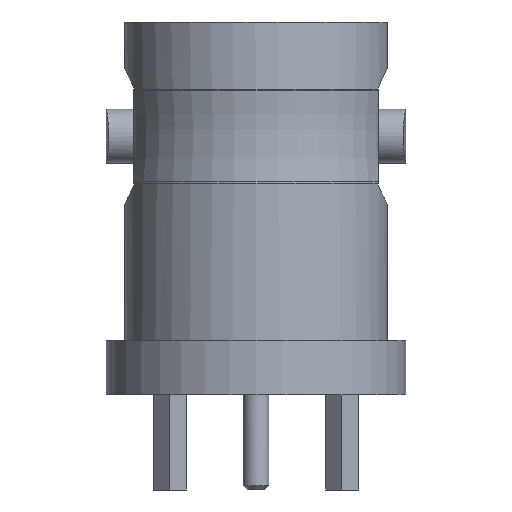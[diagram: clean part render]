
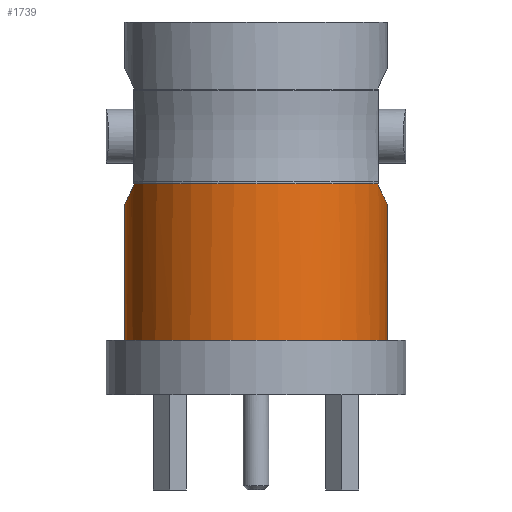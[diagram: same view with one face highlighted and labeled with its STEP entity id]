
A CAD part, front view. The second image highlights one B-rep face of the part: STEP entity #1739.
In plain terms, the highlighted cylindrical face has radius 4.825 mm (diameter 9.65 mm), a full revolution.
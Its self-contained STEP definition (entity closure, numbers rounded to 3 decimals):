
#42=B_SPLINE_CURVE_WITH_KNOTS('',3,(#2481,#2482,#2483,#2484,#2485),
 .UNSPECIFIED.,.F.,.F.,(4,1,4),(0.,0.002,0.004),
 .UNSPECIFIED.);
#43=B_SPLINE_CURVE_WITH_KNOTS('',3,(#2493,#2494,#2495,#2496,#2497),
 .UNSPECIFIED.,.F.,.F.,(4,1,4),(0.,0.002,0.004),
 .UNSPECIFIED.);
#102=LINE('',#2451,#174);
#103=LINE('',#2455,#175);
#104=LINE('',#2491,#176);
#105=LINE('',#2499,#177);
#174=VECTOR('',#2058,1000.);
#175=VECTOR('',#2061,1000.);
#176=VECTOR('',#2074,1000.);
#177=VECTOR('',#2075,1000.);
#219=CYLINDRICAL_SURFACE('',#1838,4.825);
#344=ORIENTED_EDGE('',*,*,#623,.T.);
#345=ORIENTED_EDGE('',*,*,#616,.F.);
#346=ORIENTED_EDGE('',*,*,#624,.T.);
#347=ORIENTED_EDGE('',*,*,#625,.T.);
#348=ORIENTED_EDGE('',*,*,#626,.F.);
#349=ORIENTED_EDGE('',*,*,#627,.T.);
#350=ORIENTED_EDGE('',*,*,#628,.T.);
#351=ORIENTED_EDGE('',*,*,#618,.F.);
#352=ORIENTED_EDGE('',*,*,#622,.F.);
#616=EDGE_CURVE('',#765,#766,#102,.F.);
#618=EDGE_CURVE('',#767,#768,#103,.T.);
#622=EDGE_CURVE('',#766,#767,#42,.T.);
#623=EDGE_CURVE('',#770,#770,#844,.T.);
#624=EDGE_CURVE('',#765,#771,#845,.F.);
#625=EDGE_CURVE('',#771,#772,#104,.F.);
#626=EDGE_CURVE('',#773,#772,#43,.T.);
#627=EDGE_CURVE('',#773,#774,#105,.T.);
#628=EDGE_CURVE('',#774,#768,#846,.F.);
#765=VERTEX_POINT('',#2450);
#766=VERTEX_POINT('',#2452);
#767=VERTEX_POINT('',#2454);
#768=VERTEX_POINT('',#2456);
#770=VERTEX_POINT('',#2488);
#771=VERTEX_POINT('',#2490);
#772=VERTEX_POINT('',#2492);
#773=VERTEX_POINT('',#2498);
#774=VERTEX_POINT('',#2500);
#844=CIRCLE('',#1839,4.825);
#845=CIRCLE('',#1840,4.825);
#846=CIRCLE('',#1841,4.825);
#925=EDGE_LOOP('',(#344));
#926=EDGE_LOOP('',(#345,#346,#347,#348,#349,#350,#351,#352));
#1035=FACE_BOUND('',#925,.T.);
#1036=FACE_BOUND('',#926,.T.);
#1739=ADVANCED_FACE('',(#1035,#1036),#219,.T.);
#1838=AXIS2_PLACEMENT_3D('',#2486,#2068,#2069);
#1839=AXIS2_PLACEMENT_3D('',#2487,#2070,#2071);
#1840=AXIS2_PLACEMENT_3D('',#2489,#2072,#2073);
#1841=AXIS2_PLACEMENT_3D('',#2501,#2076,#2077);
#2058=DIRECTION('',(0.,0.,1.));
#2061=DIRECTION('',(0.,0.,1.));
#2068=DIRECTION('',(0.,0.,1.));
#2069=DIRECTION('',(0.,1.,0.));
#2070=DIRECTION('',(0.,0.,1.));
#2071=DIRECTION('',(0.,1.,0.));
#2072=DIRECTION('',(0.,0.,1.));
#2073=DIRECTION('',(-1.,0.,0.));
#2074=DIRECTION('',(0.,0.,1.));
#2075=DIRECTION('',(0.,0.,1.));
#2076=DIRECTION('',(0.,0.,1.));
#2077=DIRECTION('',(-1.,0.,0.));
#2450=CARTESIAN_POINT('',(4.5,-1.742,5.177));
#2451=CARTESIAN_POINT('',(4.5,-1.742,-2.586));
#2452=CARTESIAN_POINT('',(4.5,-1.742,5.119));
#2454=CARTESIAN_POINT('',(4.5,1.74,5.119));
#2455=CARTESIAN_POINT('',(4.5,1.74,-2.586));
#2456=CARTESIAN_POINT('',(4.5,1.74,5.177));
#2481=CARTESIAN_POINT('',(4.5,-1.742,5.119));
#2482=CARTESIAN_POINT('',(4.676,-1.286,4.678));
#2483=CARTESIAN_POINT('',(4.974,-0.004,4.15));
#2484=CARTESIAN_POINT('',(4.676,1.285,4.677));
#2485=CARTESIAN_POINT('',(4.5,1.74,5.119));
#2486=CARTESIAN_POINT('',(0.,0.,-2.586));
#2487=CARTESIAN_POINT('',(0.,0.,-0.586));
#2488=CARTESIAN_POINT('',(0.001,4.825,-0.586));
#2489=CARTESIAN_POINT('',(0.,0.,5.177));
#2490=CARTESIAN_POINT('',(-4.5,-1.74,5.177));
#2491=CARTESIAN_POINT('',(-4.5,-1.74,-2.586));
#2492=CARTESIAN_POINT('',(-4.5,-1.74,5.119));
#2493=CARTESIAN_POINT('',(-4.5,1.742,5.119));
#2494=CARTESIAN_POINT('',(-4.676,1.286,4.678));
#2495=CARTESIAN_POINT('',(-4.974,0.004,4.15));
#2496=CARTESIAN_POINT('',(-4.676,-1.285,4.677));
#2497=CARTESIAN_POINT('',(-4.5,-1.74,5.119));
#2498=CARTESIAN_POINT('',(-4.5,1.742,5.119));
#2499=CARTESIAN_POINT('',(-4.5,1.742,-2.586));
#2500=CARTESIAN_POINT('',(-4.5,1.742,5.177));
#2501=CARTESIAN_POINT('',(0.,0.,5.177));
